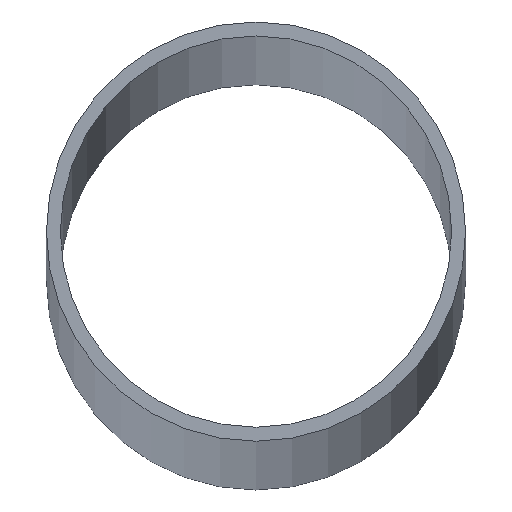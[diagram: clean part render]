
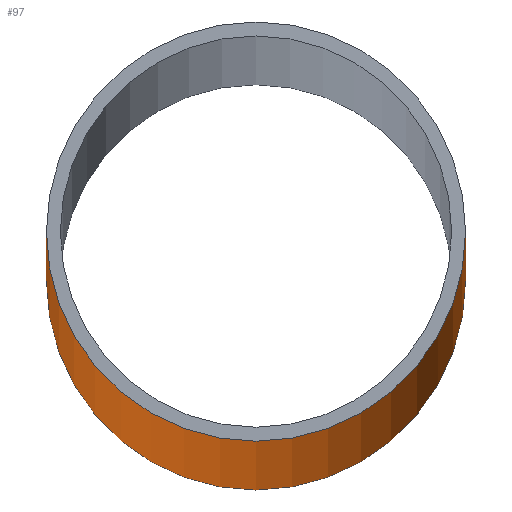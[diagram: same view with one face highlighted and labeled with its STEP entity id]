
A CAD part, top view. The second image highlights one B-rep face of the part: STEP entity #97.
In plain terms, the highlighted cylindrical face has radius 15 mm (diameter 30 mm), a partial arc.
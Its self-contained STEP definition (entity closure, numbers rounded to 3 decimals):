
#9 = DIRECTION ( 'NONE',  ( 0., 0., -1. ) ) ;
#12 = DIRECTION ( 'NONE',  ( -1., 0., 0. ) ) ;
#18 = CARTESIAN_POINT ( 'NONE',  ( 0., 0., 1000. ) ) ;
#25 = DIRECTION ( 'NONE',  ( 0., 0., -1. ) ) ;
#34 = CARTESIAN_POINT ( 'NONE',  ( -15., 0., 1000. ) ) ;
#38 = DIRECTION ( 'NONE',  ( 0., 0., -1. ) ) ;
#40 = CARTESIAN_POINT ( 'NONE',  ( 15., 0., 1000. ) ) ;
#62 = CARTESIAN_POINT ( 'NONE',  ( -15., 0., 1000. ) ) ;
#71 = CARTESIAN_POINT ( 'NONE',  ( 0., 0., 1000. ) ) ;
#72 = DIRECTION ( 'NONE',  ( 0., 0., 1. ) ) ;
#73 = DIRECTION ( 'NONE',  ( 1., 0., 0. ) ) ;
#74 = CARTESIAN_POINT ( 'NONE',  ( 15., 0., -1000. ) ) ;
#75 = CARTESIAN_POINT ( 'NONE',  ( 0., 0., -1000. ) ) ;
#77 = DIRECTION ( 'NONE',  ( 0., 0., 1. ) ) ;
#78 = DIRECTION ( 'NONE',  ( 1., 0., 0. ) ) ;
#81 = CARTESIAN_POINT ( 'NONE',  ( -15., 0., -1000. ) ) ;
#84 = CARTESIAN_POINT ( 'NONE',  ( 15., 0., 1000. ) ) ;
#97 = ADVANCED_FACE ( 'NONE', ( #196 ), #187, .T. ) ;
#109 = AXIS2_PLACEMENT_3D ( 'NONE', #75, #77, #78 ) ;
#110 = AXIS2_PLACEMENT_3D ( 'NONE', #71, #72, #73 ) ;
#115 = AXIS2_PLACEMENT_3D ( 'NONE', #18, #9, #12 ) ;
#126 = EDGE_CURVE ( 'NONE', #145, #208, #192, .T. ) ;
#129 = EDGE_CURVE ( 'NONE', #209, #149, #186, .T. ) ;
#135 = EDGE_CURVE ( 'NONE', #145, #209, #183, .T. ) ;
#136 = EDGE_CURVE ( 'NONE', #208, #149, #201, .T. ) ;
#145 = VERTEX_POINT ( 'NONE', #62 ) ;
#146 = ORIENTED_EDGE ( 'NONE', *, *, #136, .T. ) ;
#149 = VERTEX_POINT ( 'NONE', #74 ) ;
#150 = ORIENTED_EDGE ( 'NONE', *, *, #126, .T. ) ;
#156 = ORIENTED_EDGE ( 'NONE', *, *, #135, .F. ) ;
#170 = ORIENTED_EDGE ( 'NONE', *, *, #129, .F. ) ;
#175 = EDGE_LOOP ( 'NONE', ( #170, #156, #150, #146 ) ) ;
#179 = VECTOR ( 'NONE', #38, 1000. ) ;
#183 = CIRCLE ( 'NONE', #110, 15. ) ;
#185 = VECTOR ( 'NONE', #25, 1000. ) ;
#186 = LINE ( 'NONE', #40, #179 ) ;
#187 = CYLINDRICAL_SURFACE ( 'NONE', #115, 15. ) ;
#192 = LINE ( 'NONE', #34, #185 ) ;
#196 = FACE_OUTER_BOUND ( 'NONE', #175, .T. ) ;
#201 = CIRCLE ( 'NONE', #109, 15. ) ;
#208 = VERTEX_POINT ( 'NONE', #81 ) ;
#209 = VERTEX_POINT ( 'NONE', #84 ) ;
